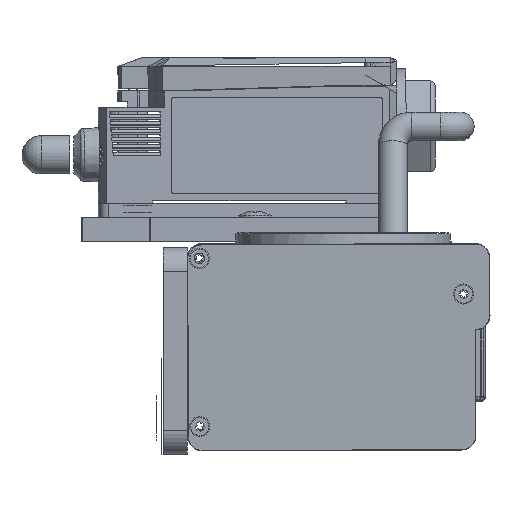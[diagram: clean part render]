
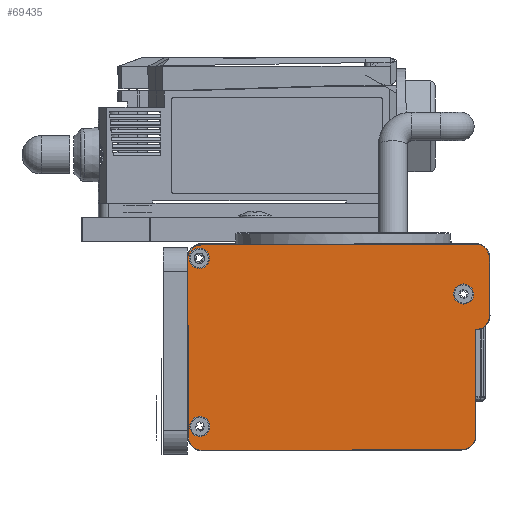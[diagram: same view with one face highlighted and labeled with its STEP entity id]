
A CAD part, front view. The second image highlights one B-rep face of the part: STEP entity #69435.
In plain terms, the highlighted planar face has unit normal (0, -1, 0).
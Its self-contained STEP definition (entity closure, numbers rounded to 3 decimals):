
#1843=FACE_BOUND('',#10000,.T.);
#1844=FACE_BOUND('',#10001,.T.);
#1845=FACE_BOUND('',#10002,.T.);
#4033=PLANE('',#73616);
#6843=FACE_OUTER_BOUND('',#9999,.T.);
#9999=EDGE_LOOP('',(#62523,#62524,#62525,#62526,#62527,#62528,#62529,#62530,
#62531,#62532));
#10000=EDGE_LOOP('',(#62533));
#10001=EDGE_LOOP('',(#62534));
#10002=EDGE_LOOP('',(#62535));
#11741=CIRCLE('',#73617,2.9);
#11742=CIRCLE('',#73618,2.9);
#11743=CIRCLE('',#73619,2.9);
#11744=CIRCLE('',#73620,2.9);
#11745=CIRCLE('',#73621,2.9);
#11746=CIRCLE('',#73622,2.1);
#11747=CIRCLE('',#73623,2.1);
#11748=CIRCLE('',#73624,2.1);
#18626=LINE('',#111105,#27328);
#18627=LINE('',#111109,#27329);
#18628=LINE('',#111113,#27330);
#18629=LINE('',#111117,#27331);
#18630=LINE('',#111120,#27332);
#27328=VECTOR('',#87991,12.);
#27329=VECTOR('',#87994,57.);
#27330=VECTOR('',#87997,37.);
#27331=VECTOR('',#88000,54.);
#27332=VECTOR('',#88003,22.102);
#34797=VERTEX_POINT('',#111101);
#34798=VERTEX_POINT('',#111102);
#34799=VERTEX_POINT('',#111104);
#34800=VERTEX_POINT('',#111106);
#34801=VERTEX_POINT('',#111108);
#34802=VERTEX_POINT('',#111110);
#34803=VERTEX_POINT('',#111112);
#34804=VERTEX_POINT('',#111114);
#34805=VERTEX_POINT('',#111116);
#34806=VERTEX_POINT('',#111118);
#34807=VERTEX_POINT('',#111121);
#34808=VERTEX_POINT('',#111123);
#34809=VERTEX_POINT('',#111125);
#45267=EDGE_CURVE('',#34797,#34798,#11741,.T.);
#45268=EDGE_CURVE('',#34798,#34799,#18626,.T.);
#45269=EDGE_CURVE('',#34799,#34800,#11742,.T.);
#45270=EDGE_CURVE('',#34800,#34801,#18627,.T.);
#45271=EDGE_CURVE('',#34801,#34802,#11743,.T.);
#45272=EDGE_CURVE('',#34802,#34803,#18628,.T.);
#45273=EDGE_CURVE('',#34803,#34804,#11744,.T.);
#45274=EDGE_CURVE('',#34804,#34805,#18629,.T.);
#45275=EDGE_CURVE('',#34805,#34806,#11745,.T.);
#45276=EDGE_CURVE('',#34806,#34797,#18630,.T.);
#45277=EDGE_CURVE('',#34807,#34807,#11746,.T.);
#45278=EDGE_CURVE('',#34808,#34808,#11747,.T.);
#45279=EDGE_CURVE('',#34809,#34809,#11748,.T.);
#62523=ORIENTED_EDGE('',*,*,#45267,.T.);
#62524=ORIENTED_EDGE('',*,*,#45268,.T.);
#62525=ORIENTED_EDGE('',*,*,#45269,.T.);
#62526=ORIENTED_EDGE('',*,*,#45270,.T.);
#62527=ORIENTED_EDGE('',*,*,#45271,.T.);
#62528=ORIENTED_EDGE('',*,*,#45272,.T.);
#62529=ORIENTED_EDGE('',*,*,#45273,.T.);
#62530=ORIENTED_EDGE('',*,*,#45274,.T.);
#62531=ORIENTED_EDGE('',*,*,#45275,.T.);
#62532=ORIENTED_EDGE('',*,*,#45276,.T.);
#62533=ORIENTED_EDGE('',*,*,#45277,.F.);
#62534=ORIENTED_EDGE('',*,*,#45278,.F.);
#62535=ORIENTED_EDGE('',*,*,#45279,.F.);
#69435=ADVANCED_FACE('',(#6843,#1843,#1844,#1845),#4033,.F.);
#73616=AXIS2_PLACEMENT_3D('',#111100,#87987,#87988);
#73617=AXIS2_PLACEMENT_3D('',#111103,#87989,#87990);
#73618=AXIS2_PLACEMENT_3D('',#111107,#87992,#87993);
#73619=AXIS2_PLACEMENT_3D('',#111111,#87995,#87996);
#73620=AXIS2_PLACEMENT_3D('',#111115,#87998,#87999);
#73621=AXIS2_PLACEMENT_3D('',#111119,#88001,#88002);
#73622=AXIS2_PLACEMENT_3D('',#111122,#88004,#88005);
#73623=AXIS2_PLACEMENT_3D('',#111124,#88006,#88007);
#73624=AXIS2_PLACEMENT_3D('',#111126,#88008,#88009);
#87987=DIRECTION('center_axis',(0.,1.,0.));
#87988=DIRECTION('ref_axis',(-1.,0.,-0.003));
#87989=DIRECTION('center_axis',(0.,-1.,0.));
#87990=DIRECTION('ref_axis',(0.709,0.,-0.705));
#87991=DIRECTION('',(-0.003,0.,1.));
#87992=DIRECTION('center_axis',(0.,-1.,0.));
#87993=DIRECTION('ref_axis',(0.705,0.,0.709));
#87994=DIRECTION('',(-1.,0.,-0.003));
#87995=DIRECTION('center_axis',(0.,-1.,0.));
#87996=DIRECTION('ref_axis',(-0.709,0.,0.705));
#87997=DIRECTION('',(0.003,0.,-1.));
#87998=DIRECTION('center_axis',(0.,-1.,0.));
#87999=DIRECTION('ref_axis',(-0.705,0.,-0.709));
#88000=DIRECTION('',(1.,0.,0.003));
#88001=DIRECTION('center_axis',(0.,-1.,0.));
#88002=DIRECTION('ref_axis',(0.709,0.,-0.705));
#88003=DIRECTION('',(-0.003,0.,1.));
#88004=DIRECTION('center_axis',(0.,-1.,0.));
#88005=DIRECTION('ref_axis',(-1.,0.,-0.003));
#88006=DIRECTION('center_axis',(0.,-1.,0.));
#88007=DIRECTION('ref_axis',(-1.,0.,-0.003));
#88008=DIRECTION('center_axis',(0.,-1.,0.));
#88009=DIRECTION('ref_axis',(-1.,0.,-0.003));
#111100=CARTESIAN_POINT('Origin',(-0.063,-52.,20.307));
#111101=CARTESIAN_POINT('',(29.825,-52.,24.01));
#111102=CARTESIAN_POINT('',(32.815,-52.,26.918));
#111103=CARTESIAN_POINT('Origin',(29.915,-52.,26.908));
#111104=CARTESIAN_POINT('',(32.775,-52.,38.918));
#111105=CARTESIAN_POINT('',(32.831,-52.,22.168));
#111106=CARTESIAN_POINT('',(29.865,-52.,41.808));
#111107=CARTESIAN_POINT('Origin',(29.875,-52.,38.908));
#111108=CARTESIAN_POINT('',(-27.135,-52.,41.616));
#111109=CARTESIAN_POINT('',(-15.135,-52.,41.657));
#111110=CARTESIAN_POINT('',(-30.025,-52.,38.707));
#111111=CARTESIAN_POINT('Origin',(-27.125,-52.,38.716));
#111112=CARTESIAN_POINT('',(-29.9,-52.,1.707));
#111113=CARTESIAN_POINT('',(-29.926,-52.,9.457));
#111114=CARTESIAN_POINT('',(-26.991,-52.,-1.183));
#111115=CARTESIAN_POINT('Origin',(-27.,-52.,1.717));
#111116=CARTESIAN_POINT('',(27.009,-52.,-1.002));
#111117=CARTESIAN_POINT('',(15.009,-52.,-1.042));
#111118=CARTESIAN_POINT('',(29.899,-52.,1.908));
#111119=CARTESIAN_POINT('Origin',(26.999,-52.,1.898));
#111120=CARTESIAN_POINT('',(29.801,-52.,31.158));
#111121=CARTESIAN_POINT('',(-29.607,-52.,3.808));
#111122=CARTESIAN_POINT('Origin',(-27.507,-52.,3.815));
#111123=CARTESIAN_POINT('',(25.3,-52.,31.393));
#111124=CARTESIAN_POINT('Origin',(27.4,-52.,31.4));
#111125=CARTESIAN_POINT('',(-29.725,-52.,38.808));
#111126=CARTESIAN_POINT('Origin',(-27.625,-52.,38.815));
